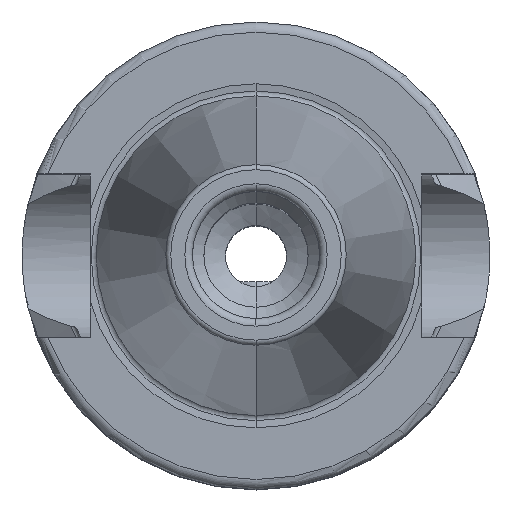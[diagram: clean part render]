
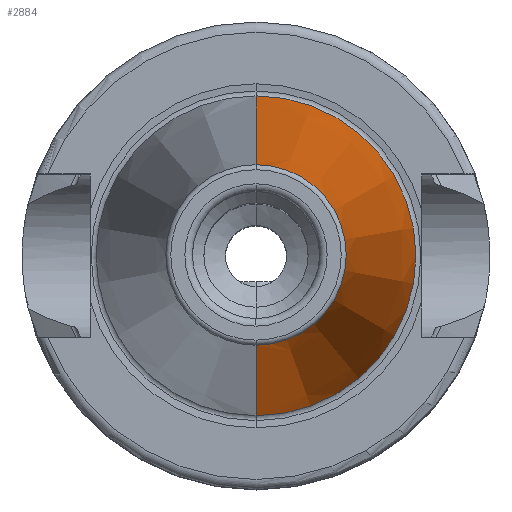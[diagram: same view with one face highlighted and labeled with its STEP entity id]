
A CAD part, top view. The second image highlights one B-rep face of the part: STEP entity #2884.
In plain terms, the highlighted conical face has half-angle 8.297 degrees and reference radius 12.304 mm.
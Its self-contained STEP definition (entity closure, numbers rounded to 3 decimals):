
#1028=CARTESIAN_POINT('',(0,0,69.972));
#1029=DIRECTION('',(0,0,1));
#1030=DIRECTION('',(0,-1,0));
#1031=AXIS2_PLACEMENT_3D('',#1028,#1029,#1030);
#1033=CARTESIAN_POINT('',(0,0,23));
#1034=DIRECTION('',(0,0,-1));
#1035=DIRECTION('',(0,1,0));
#1036=AXIS2_PLACEMENT_3D('',#1033,#1034,#1035);
#1177=DIRECTION('',(0.,0.144,0.99));
#1178=VECTOR('',#1177,47.469);
#1179=CARTESIAN_POINT('',(0,-15.729,23));
#1180=LINE('',#1179,#1178);
#1186=DIRECTION('',(0.,-0.144,0.99));
#1187=VECTOR('',#1186,47.469);
#1188=CARTESIAN_POINT('',(0,15.729,23));
#1189=LINE('',#1188,#1187);
#1528=CARTESIAN_POINT('',(0,15.729,23));
#1530=VERTEX_POINT('',#1528);
#1544=CARTESIAN_POINT('',(0,-15.729,23));
#1546=VERTEX_POINT('',#1544);
#1571=CARTESIAN_POINT('',(0,8.879,69.972));
#1572=CARTESIAN_POINT('',(0,-8.879,69.972));
#1573=VERTEX_POINT('',#1571);
#1574=VERTEX_POINT('',#1572);
#2870=CARTESIAN_POINT('',(0,0,46.486));
#2871=DIRECTION('',(0,0,-1));
#2872=DIRECTION('',(0,-1,0));
#2873=AXIS2_PLACEMENT_3D('',#2870,#2871,#2872);
#2874=CONICAL_SURFACE('',#2873,12.304,8.297);
#2876=ORIENTED_EDGE('',*,*,#2875,.T.);
#2878=ORIENTED_EDGE('',*,*,#2877,.F.);
#2879=ORIENTED_EDGE('',*,*,#2865,.T.);
#2881=ORIENTED_EDGE('',*,*,#2880,.T.);
#2882=EDGE_LOOP('',(#2876,#2878,#2879,#2881));
#2883=FACE_OUTER_BOUND('',#2882,.F.);
#2884=ADVANCED_FACE('',(#2883),#2874,.T.);
#1032=CIRCLE('',#1031,8.879);
#1037=CIRCLE('',#1036,15.729);
#2865=EDGE_CURVE('',#1530,#1546,#1037,.T.);
#2875=EDGE_CURVE('',#1574,#1573,#1032,.T.);
#2877=EDGE_CURVE('',#1530,#1573,#1189,.T.);
#2880=EDGE_CURVE('',#1546,#1574,#1180,.T.);
